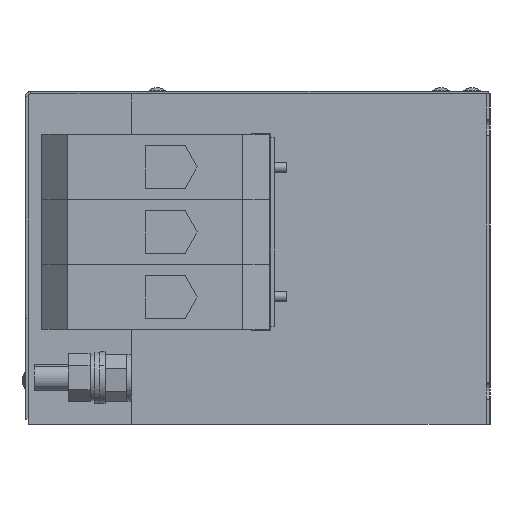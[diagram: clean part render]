
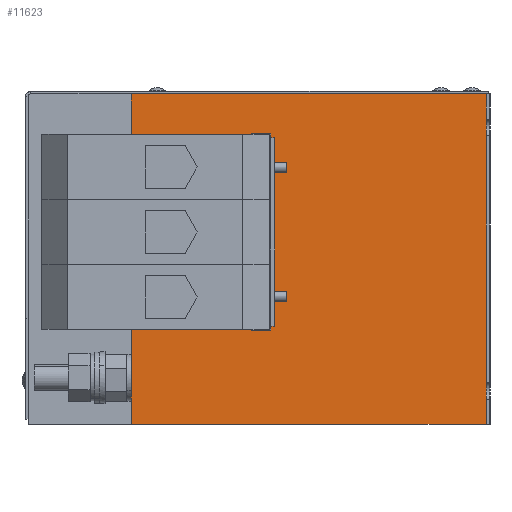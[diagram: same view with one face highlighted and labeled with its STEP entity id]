
A CAD part, left-side view. The second image highlights one B-rep face of the part: STEP entity #11623.
In plain terms, the highlighted planar face has unit normal (-1, 0, 0).
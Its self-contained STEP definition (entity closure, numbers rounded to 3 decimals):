
#205 = EDGE_CURVE ( 'NONE', #19618, #14432, #15259, .T. ) ;
#249 = DIRECTION ( 'NONE',  ( 0., 0., 1. ) ) ;
#661 = DIRECTION ( 'NONE',  ( -1., 0., 0. ) ) ;
#813 = CARTESIAN_POINT ( 'NONE',  ( -175., 0., -65.25 ) ) ;
#842 = DIRECTION ( 'NONE',  ( 0., 1., 0. ) ) ;
#1983 = DIRECTION ( 'NONE',  ( 0., -1., 0. ) ) ;
#2017 = ORIENTED_EDGE ( 'NONE', *, *, #9903, .F. ) ;
#2073 = EDGE_CURVE ( 'NONE', #14432, #10643, #20433, .T. ) ;
#2142 = VERTEX_POINT ( 'NONE', #17521 ) ;
#2420 = CARTESIAN_POINT ( 'NONE',  ( -175., 137.5, 62.75 ) ) ;
#2503 = EDGE_CURVE ( 'NONE', #2856, #16865, #17162, .T. ) ;
#2510 = CARTESIAN_POINT ( 'NONE',  ( -175., 83.5, -27.25 ) ) ;
#2525 = DIRECTION ( 'NONE',  ( 0., -1., 0. ) ) ;
#2681 = VECTOR ( 'NONE', #842, 1000. ) ;
#2788 = LINE ( 'NONE', #4194, #4608 ) ;
#2856 = VERTEX_POINT ( 'NONE', #19072 ) ;
#3173 = VECTOR ( 'NONE', #15527, 1000. ) ;
#3422 = ORIENTED_EDGE ( 'NONE', *, *, #8588, .T. ) ;
#3467 = CARTESIAN_POINT ( 'NONE',  ( -175., -1.501, -27.25 ) ) ;
#3498 = ORIENTED_EDGE ( 'NONE', *, *, #8907, .F. ) ;
#3632 = CARTESIAN_POINT ( 'NONE',  ( -175., 137.5, 47.053 ) ) ;
#3941 = CARTESIAN_POINT ( 'NONE',  ( -175., 84.5, 47.25 ) ) ;
#4180 = DIRECTION ( 'NONE',  ( 0., 1., 0. ) ) ;
#4194 = CARTESIAN_POINT ( 'NONE',  ( -175., 137.5, -65.25 ) ) ;
#4231 = DIRECTION ( 'NONE',  ( 0., 0., -1. ) ) ;
#4439 = ORIENTED_EDGE ( 'NONE', *, *, #6985, .T. ) ;
#4555 = CARTESIAN_POINT ( 'NONE',  ( -175., 82., 45.75 ) ) ;
#4608 = VECTOR ( 'NONE', #9386, 1000. ) ;
#4899 = ORIENTED_EDGE ( 'NONE', *, *, #13480, .F. ) ;
#5140 = ORIENTED_EDGE ( 'NONE', *, *, #8212, .F. ) ;
#5683 = LINE ( 'NONE', #15543, #9819 ) ;
#5757 = LINE ( 'NONE', #18546, #8166 ) ;
#5800 = ORIENTED_EDGE ( 'NONE', *, *, #205, .T. ) ;
#6132 = LINE ( 'NONE', #15667, #2681 ) ;
#6676 = CARTESIAN_POINT ( 'NONE',  ( -175., 84.5, 47.049 ) ) ;
#6783 = ORIENTED_EDGE ( 'NONE', *, *, #9370, .F. ) ;
#6985 = EDGE_CURVE ( 'NONE', #8319, #7733, #15767, .T. ) ;
#7125 = DIRECTION ( 'NONE',  ( 0., -1., 0. ) ) ;
#7182 = VERTEX_POINT ( 'NONE', #3632 ) ;
#7300 = LINE ( 'NONE', #10662, #19477 ) ;
#7324 = CARTESIAN_POINT ( 'NONE',  ( -175., 81.997, -28.552 ) ) ;
#7383 = CARTESIAN_POINT ( 'NONE',  ( -175., 137.5, -28.547 ) ) ;
#7614 = ORIENTED_EDGE ( 'NONE', *, *, #16594, .F. ) ;
#7681 = LINE ( 'NONE', #14194, #17006 ) ;
#7733 = VERTEX_POINT ( 'NONE', #7383 ) ;
#7828 = ORIENTED_EDGE ( 'NONE', *, *, #10455, .F. ) ;
#7896 = DIRECTION ( 'NONE',  ( 0., 1., 0. ) ) ;
#8077 = VECTOR ( 'NONE', #2525, 1000. ) ;
#8136 = DIRECTION ( 'NONE',  ( 0., 0., 1. ) ) ;
#8166 = VECTOR ( 'NONE', #1983, 1000. ) ;
#8212 = EDGE_CURVE ( 'NONE', #7182, #18443, #2788, .T. ) ;
#8235 = CARTESIAN_POINT ( 'NONE',  ( -175., 0., 62.75 ) ) ;
#8319 = VERTEX_POINT ( 'NONE', #9710 ) ;
#8588 = EDGE_CURVE ( 'NONE', #2142, #12987, #7300, .T. ) ;
#8907 = EDGE_CURVE ( 'NONE', #18443, #16865, #8909, .T. ) ;
#8909 = LINE ( 'NONE', #2420, #8077 ) ;
#9013 = VERTEX_POINT ( 'NONE', #3941 ) ;
#9038 = VECTOR ( 'NONE', #8136, 1000. ) ;
#9102 = CARTESIAN_POINT ( 'NONE',  ( -175., 82., -65.25 ) ) ;
#9156 = VECTOR ( 'NONE', #7125, 1000. ) ;
#9210 = CARTESIAN_POINT ( 'NONE',  ( -175., 82., 47.25 ) ) ;
#9370 = EDGE_CURVE ( 'NONE', #8319, #20768, #13759, .T. ) ;
#9386 = DIRECTION ( 'NONE',  ( 0., 0., 1. ) ) ;
#9528 = LINE ( 'NONE', #9210, #19169 ) ;
#9710 = CARTESIAN_POINT ( 'NONE',  ( -175., 84.5, -28.551 ) ) ;
#9819 = VECTOR ( 'NONE', #4180, 1000. ) ;
#9903 = EDGE_CURVE ( 'NONE', #19618, #14642, #19750, .T. ) ;
#9975 = CARTESIAN_POINT ( 'NONE',  ( -175., 84.5, -28.75 ) ) ;
#10162 = EDGE_CURVE ( 'NONE', #20079, #7733, #19607, .T. ) ;
#10455 = EDGE_CURVE ( 'NONE', #9013, #15254, #7681, .T. ) ;
#10547 = ORIENTED_EDGE ( 'NONE', *, *, #2073, .T. ) ;
#10643 = VERTEX_POINT ( 'NONE', #21083 ) ;
#10662 = CARTESIAN_POINT ( 'NONE',  ( -175., 83.5, -65.25 ) ) ;
#10755 = VECTOR ( 'NONE', #18720, 1000. ) ;
#11045 = FACE_OUTER_BOUND ( 'NONE', #21259, .T. ) ;
#11362 = VECTOR ( 'NONE', #14159, 1000. ) ;
#11623 = ADVANCED_FACE ( 'NONE', ( #11045 ), #20774, .T. ) ;
#11673 = CARTESIAN_POINT ( 'NONE',  ( -175., 137.5, -65.25 ) ) ;
#12056 = CARTESIAN_POINT ( 'NONE',  ( -175., 82., -65.25 ) ) ;
#12318 = DIRECTION ( 'NONE',  ( 0., 1., 0. ) ) ;
#12438 = EDGE_CURVE ( 'NONE', #15254, #7182, #5683, .T. ) ;
#12470 = ORIENTED_EDGE ( 'NONE', *, *, #17631, .F. ) ;
#12798 = ORIENTED_EDGE ( 'NONE', *, *, #10162, .F. ) ;
#12987 = VERTEX_POINT ( 'NONE', #16057 ) ;
#13480 = EDGE_CURVE ( 'NONE', #2142, #9013, #9528, .T. ) ;
#13567 = ORIENTED_EDGE ( 'NONE', *, *, #13652, .T. ) ;
#13636 = DIRECTION ( 'NONE',  ( 0., 1., 0. ) ) ;
#13652 = EDGE_CURVE ( 'NONE', #20079, #2856, #18601, .T. ) ;
#13759 = LINE ( 'NONE', #20339, #11362 ) ;
#14129 = DIRECTION ( 'NONE',  ( 0., 0., -1. ) ) ;
#14159 = DIRECTION ( 'NONE',  ( 0., 0., -1. ) ) ;
#14194 = CARTESIAN_POINT ( 'NONE',  ( -175., 84.5, -65.25 ) ) ;
#14303 = DIRECTION ( 'NONE',  ( 0., 0., 1. ) ) ;
#14432 = VERTEX_POINT ( 'NONE', #2510 ) ;
#14472 = VECTOR ( 'NONE', #13636, 1000. ) ;
#14642 = VERTEX_POINT ( 'NONE', #4555 ) ;
#15254 = VERTEX_POINT ( 'NONE', #6676 ) ;
#15259 = LINE ( 'NONE', #3467, #14472 ) ;
#15527 = DIRECTION ( 'NONE',  ( 0., 0., 1. ) ) ;
#15543 = CARTESIAN_POINT ( 'NONE',  ( -175., 81.991, 47.048 ) ) ;
#15667 = CARTESIAN_POINT ( 'NONE',  ( -175., -1.501, 45.75 ) ) ;
#15696 = CARTESIAN_POINT ( 'NONE',  ( -175., 137.5, 62.75 ) ) ;
#15767 = LINE ( 'NONE', #7324, #20783 ) ;
#16057 = CARTESIAN_POINT ( 'NONE',  ( -175., 83.5, 45.75 ) ) ;
#16377 = CARTESIAN_POINT ( 'NONE',  ( -175., 137.5, -65.25 ) ) ;
#16531 = ORIENTED_EDGE ( 'NONE', *, *, #2503, .T. ) ;
#16568 = CARTESIAN_POINT ( 'NONE',  ( -175., 82., -27.25 ) ) ;
#16594 = EDGE_CURVE ( 'NONE', #20768, #10643, #5757, .T. ) ;
#16865 = VERTEX_POINT ( 'NONE', #8235 ) ;
#17006 = VECTOR ( 'NONE', #4231, 1000. ) ;
#17162 = LINE ( 'NONE', #813, #3173 ) ;
#17521 = CARTESIAN_POINT ( 'NONE',  ( -175., 83.5, 47.25 ) ) ;
#17631 = EDGE_CURVE ( 'NONE', #14642, #12987, #6132, .T. ) ;
#18443 = VERTEX_POINT ( 'NONE', #15696 ) ;
#18546 = CARTESIAN_POINT ( 'NONE',  ( -175., 82., -28.75 ) ) ;
#18601 = LINE ( 'NONE', #20111, #9156 ) ;
#18720 = DIRECTION ( 'NONE',  ( 0., 0., -1. ) ) ;
#18759 = AXIS2_PLACEMENT_3D ( 'NONE', #9102, #661, #14303 ) ;
#19072 = CARTESIAN_POINT ( 'NONE',  ( -175., 0., -65.25 ) ) ;
#19169 = VECTOR ( 'NONE', #7896, 1000. ) ;
#19280 = ORIENTED_EDGE ( 'NONE', *, *, #12438, .F. ) ;
#19477 = VECTOR ( 'NONE', #14129, 1000. ) ;
#19607 = LINE ( 'NONE', #16377, #9038 ) ;
#19618 = VERTEX_POINT ( 'NONE', #16568 ) ;
#19750 = LINE ( 'NONE', #12056, #20423 ) ;
#20079 = VERTEX_POINT ( 'NONE', #11673 ) ;
#20111 = CARTESIAN_POINT ( 'NONE',  ( -175., 137.5, -65.25 ) ) ;
#20219 = CARTESIAN_POINT ( 'NONE',  ( -175., 83.5, -65.25 ) ) ;
#20339 = CARTESIAN_POINT ( 'NONE',  ( -175., 84.5, -65.25 ) ) ;
#20423 = VECTOR ( 'NONE', #249, 1000. ) ;
#20433 = LINE ( 'NONE', #20219, #10755 ) ;
#20768 = VERTEX_POINT ( 'NONE', #9975 ) ;
#20774 = PLANE ( 'NONE',  #18759 ) ;
#20783 = VECTOR ( 'NONE', #12318, 1000. ) ;
#21083 = CARTESIAN_POINT ( 'NONE',  ( -175., 83.5, -28.75 ) ) ;
#21259 = EDGE_LOOP ( 'NONE', ( #19280, #7828, #4899, #3422, #12470, #2017, #5800, #10547, #7614, #6783, #4439, #12798, #13567, #16531, #3498, #5140 ) ) ;
